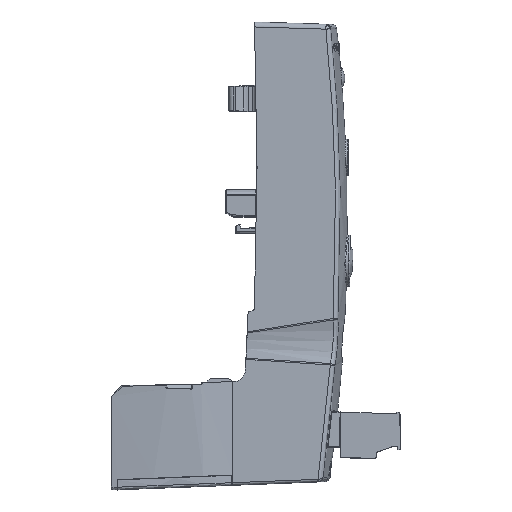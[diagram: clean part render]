
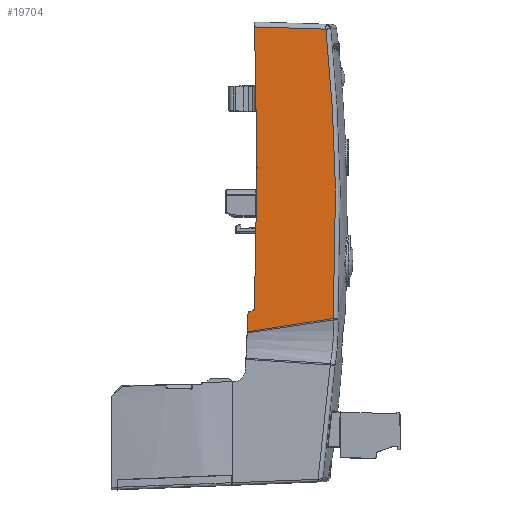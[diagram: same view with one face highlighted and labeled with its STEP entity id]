
A CAD part, top view. The second image highlights one B-rep face of the part: STEP entity #19704.
In plain terms, the highlighted planar face has unit normal (0.018, 0, 1).
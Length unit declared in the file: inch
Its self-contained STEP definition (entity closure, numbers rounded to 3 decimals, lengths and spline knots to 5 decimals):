
#214 = VERTEX_POINT ( 'NONE', #59155 ) ;
#1163 = EDGE_CURVE ( 'NONE', #214, #38255, #37992, .T. ) ;
#1385 = CARTESIAN_POINT ( 'NONE',  ( 0.08745, -1.18027, 0.42256 ) ) ;
#2700 = ORIENTED_EDGE ( 'NONE', *, *, #35377, .T. ) ;
#4244 = PLANE ( 'NONE',  #44210 ) ;
#6385 = EDGE_LOOP ( 'NONE', ( #92128, #73664, #69481, #2700, #93523, #45265, #36177, #118449 ) ) ;
#8985 = CARTESIAN_POINT ( 'NONE',  ( 0.51711, -1.28572, 0.41504 ) ) ;
#10104 = EDGE_CURVE ( 'NONE', #16855, #214, #11460, .T. ) ;
#11460 = LINE ( 'NONE', #33282, #73484 ) ;
#12389 = B_SPLINE_CURVE_WITH_KNOTS ( 'NONE', 3,
 ( #45735, #70701, #94020, #24254, #105670, #36026, #117462, #47751, #129141, #59461, #140863, #71198, #1385 ),
 .UNSPECIFIED., .F., .F.,
 ( 4, 2, 2, 1, 2, 2, 4 ),
 ( 0., 0.25, 0.5, 0.625, 0.6875, 0.75, 1. ),
 .UNSPECIFIED. ) ;
#15324 = EDGE_CURVE ( 'NONE', #116227, #105911, #30648, .T. ) ;
#15775 = FACE_OUTER_BOUND ( 'NONE', #6385, .T. ) ;
#16855 = VERTEX_POINT ( 'NONE', #150872 ) ;
#18378 = EDGE_CURVE ( 'NONE', #116227, #131330, #61362, .T. ) ;
#18661 = CARTESIAN_POINT ( 'NONE',  ( 0.04831, -1.35028, 0.42321 ) ) ;
#19704 = ADVANCED_FACE ( 'NONE', ( #15775 ), #4244, .T. ) ;
#20160 = CARTESIAN_POINT ( 'NONE',  ( 0.04831, -1.35028, 0.42321 ) ) ;
#20673 = CARTESIAN_POINT ( 'NONE',  ( 0.74382, -1.24194, 0.41109 ) ) ;
#20934 = CARTESIAN_POINT ( 'NONE',  ( 0.68479, 1.09825, 0.41266 ) ) ;
#23393 = VECTOR ( 'NONE', #42595, 39.37008 ) ;
#24254 = CARTESIAN_POINT ( 'NONE',  ( 0.10359, -1.1687, 0.42228 ) ) ;
#27142 = CARTESIAN_POINT ( 'NONE',  ( 0.12755, 0.35768, 0.42221 ) ) ;
#30648 = B_SPLINE_CURVE_WITH_KNOTS ( 'NONE', 3,
 ( #30759, #100478, #112166, #42485, #123869, #54267 ),
 .UNSPECIFIED., .F., .F.,
 ( 4, 2, 4 ),
 ( 0., 0.5, 1. ),
 .UNSPECIFIED. ) ;
#30759 = CARTESIAN_POINT ( 'NONE',  ( 0.05443, -1.20011, 0.42313 ) ) ;
#30985 = CARTESIAN_POINT ( 'NONE',  ( 0.74382, -1.24194, 0.41109 ) ) ;
#31907 = CARTESIAN_POINT ( 'NONE',  ( 0.30242, -1.31808, 0.41878 ) ) ;
#33282 = CARTESIAN_POINT ( 'NONE',  ( 0.68479, 1.09825, 0.41266 ) ) ;
#34700 = CARTESIAN_POINT ( 'NONE',  ( 0.08745, -1.18027, 0.42256 ) ) ;
#35377 = EDGE_CURVE ( 'NONE', #135507, #105911, #147261, .T. ) ;
#36026 = CARTESIAN_POINT ( 'NONE',  ( 0.09966, -1.17387, 0.42235 ) ) ;
#36177 = ORIENTED_EDGE ( 'NONE', *, *, #63565, .T. ) ;
#37992 = B_SPLINE_CURVE_WITH_KNOTS ( 'NONE', 3,
 ( #143236, #61808, #27142, #108547, #38872, #120299 ),
 .UNSPECIFIED., .F., .F.,
 ( 4, 2, 4 ),
 ( 0., 0.0289, 0.05779 ),
 .UNSPECIFIED. ) ;
#38255 = VERTEX_POINT ( 'NONE', #115057 ) ;
#38872 = CARTESIAN_POINT ( 'NONE',  ( 0.12003, -0.77996, 0.42209 ) ) ;
#42485 = CARTESIAN_POINT ( 'NONE',  ( 0.06038, -1.18703, 0.42303 ) ) ;
#42595 = DIRECTION ( 'NONE',  ( -0.985, -0.174, 0.017 ) ) ;
#43668 = CARTESIAN_POINT ( 'NONE',  ( 0.37403, -1.30761, 0.41753 ) ) ;
#44210 = AXIS2_PLACEMENT_3D ( 'NONE', #62835, #144237, #74550 ) ;
#45265 = ORIENTED_EDGE ( 'NONE', *, *, #18378, .T. ) ;
#45735 = CARTESIAN_POINT ( 'NONE',  ( 0.10603, -1.15894, 0.42224 ) ) ;
#47751 = CARTESIAN_POINT ( 'NONE',  ( 0.09668, -1.17639, 0.4224 ) ) ;
#48169 = VERTEX_POINT ( 'NONE', #30985 ) ;
#51525 = CARTESIAN_POINT ( 'NONE',  ( 0.05443, -1.20011, 0.42313 ) ) ;
#54267 = CARTESIAN_POINT ( 'NONE',  ( 0.06888, -1.18354, 0.42289 ) ) ;
#55401 = CARTESIAN_POINT ( 'NONE',  ( 0.39152, -1.30496, 0.41723 ) ) ;
#59155 = CARTESIAN_POINT ( 'NONE',  ( 0.10759, 1.11589, 0.42274 ) ) ;
#59461 = CARTESIAN_POINT ( 'NONE',  ( 0.09496, -1.17751, 0.42243 ) ) ;
#59870 = EDGE_CURVE ( 'NONE', #38255, #135507, #12389, .T. ) ;
#61362 = B_SPLINE_CURVE_WITH_KNOTS ( 'NONE', 3,
 ( #64612, #76784, #88495, #18661 ),
 .UNSPECIFIED., .F., .F.,
 ( 4, 4 ),
 ( 0., 1. ),
 .UNSPECIFIED. ) ;
#61808 = CARTESIAN_POINT ( 'NONE',  ( 0.12106, 0.73689, 0.42241 ) ) ;
#62835 = CARTESIAN_POINT ( 'NONE',  ( -0.36406, -2.60218, 0.43012 ) ) ;
#63565 = EDGE_CURVE ( 'NONE', #131330, #48169, #111119, .T. ) ;
#64612 = CARTESIAN_POINT ( 'NONE',  ( 0.05443, -1.20011, 0.42313 ) ) ;
#67097 = CARTESIAN_POINT ( 'NONE',  ( 0.39566, -1.30433, 0.41715 ) ) ;
#69481 = ORIENTED_EDGE ( 'NONE', *, *, #59870, .T. ) ;
#70701 = CARTESIAN_POINT ( 'NONE',  ( 0.10593, -1.16157, 0.42224 ) ) ;
#71198 = CARTESIAN_POINT ( 'NONE',  ( 0.08994, -1.17983, 0.42252 ) ) ;
#73484 = VECTOR ( 'NONE', #114726, 39.37008 ) ;
#73664 = ORIENTED_EDGE ( 'NONE', *, *, #1163, .T. ) ;
#74550 = DIRECTION ( 'NONE',  ( 1., 0., -0.017 ) ) ;
#76784 = CARTESIAN_POINT ( 'NONE',  ( 0.05251, -1.25027, 0.42316 ) ) ;
#78743 = CARTESIAN_POINT ( 'NONE',  ( 0.39685, -1.30415, 0.41713 ) ) ;
#88495 = CARTESIAN_POINT ( 'NONE',  ( 0.05047, -1.30033, 0.42318 ) ) ;
#89926 = CARTESIAN_POINT ( 'NONE',  ( 0.11173, -1.34299, 0.4221 ) ) ;
#90438 = CARTESIAN_POINT ( 'NONE',  ( 0.63261, -1.26501, 0.41303 ) ) ;
#90685 = CARTESIAN_POINT ( 'NONE',  ( 0.76435, 0.31651, 0.41109 ) ) ;
#92128 = ORIENTED_EDGE ( 'NONE', *, *, #10104, .T. ) ;
#93523 = ORIENTED_EDGE ( 'NONE', *, *, #15324, .F. ) ;
#94020 = CARTESIAN_POINT ( 'NONE',  ( 0.10543, -1.16405, 0.42225 ) ) ;
#94789 = EDGE_CURVE ( 'NONE', #48169, #16855, #147416, .T. ) ;
#100478 = CARTESIAN_POINT ( 'NONE',  ( 0.05455, -1.19693, 0.42313 ) ) ;
#101624 = CARTESIAN_POINT ( 'NONE',  ( 0.20293, -1.33174, 0.42051 ) ) ;
#105670 = CARTESIAN_POINT ( 'NONE',  ( 0.10221, -1.17093, 0.42231 ) ) ;
#105911 = VERTEX_POINT ( 'NONE', #113050 ) ;
#106752 = CARTESIAN_POINT ( 'NONE',  ( 0.04831, -1.35028, 0.42321 ) ) ;
#108547 = CARTESIAN_POINT ( 'NONE',  ( 0.12703, -0.40075, 0.42205 ) ) ;
#111119 = B_SPLINE_CURVE_WITH_KNOTS ( 'NONE', 3,
 ( #20160, #89926, #101624, #31907, #113339, #43668, #125022, #55401, #136784, #67097, #148468, #78743, #8985, #90438, #20673 ),
 .UNSPECIFIED., .F., .F.,
 ( 4, 1, 1, 1, 1, 1, 1, 1, 2, 2, 4 ),
 ( 0., 0.25, 0.375, 0.4375, 0.46875, 0.48437, 0.49219, 0.49609, 0.49805, 0.5, 1. ),
 .UNSPECIFIED. ) ;
#112166 = CARTESIAN_POINT ( 'NONE',  ( 0.05559, -1.19334, 0.42311 ) ) ;
#113050 = CARTESIAN_POINT ( 'NONE',  ( 0.06888, -1.18354, 0.42289 ) ) ;
#113339 = CARTESIAN_POINT ( 'NONE',  ( 0.35045, -1.31112, 0.41794 ) ) ;
#113593 = CARTESIAN_POINT ( 'NONE',  ( 0.78403, -0.46355, 0.41057 ) ) ;
#114726 = DIRECTION ( 'NONE',  ( -0.999, 0.031, 0.017 ) ) ;
#115057 = CARTESIAN_POINT ( 'NONE',  ( 0.10603, -1.15894, 0.42224 ) ) ;
#116227 = VERTEX_POINT ( 'NONE', #51525 ) ;
#117462 = CARTESIAN_POINT ( 'NONE',  ( 0.09827, -1.17522, 0.42237 ) ) ;
#118449 = ORIENTED_EDGE ( 'NONE', *, *, #94789, .T. ) ;
#120299 = CARTESIAN_POINT ( 'NONE',  ( 0.10603, -1.15894, 0.42224 ) ) ;
#123869 = CARTESIAN_POINT ( 'NONE',  ( 0.06421, -1.18437, 0.42297 ) ) ;
#125022 = CARTESIAN_POINT ( 'NONE',  ( 0.38571, -1.30585, 0.41733 ) ) ;
#129141 = CARTESIAN_POINT ( 'NONE',  ( 0.09558, -1.17713, 0.42242 ) ) ;
#131330 = VERTEX_POINT ( 'NONE', #106752 ) ;
#135507 = VERTEX_POINT ( 'NONE', #34700 ) ;
#136784 = CARTESIAN_POINT ( 'NONE',  ( 0.39442, -1.30452, 0.41718 ) ) ;
#137648 = CARTESIAN_POINT ( 'NONE',  ( 0.08745, -1.18027, 0.42256 ) ) ;
#140863 = CARTESIAN_POINT ( 'NONE',  ( 0.09226, -1.17901, 0.42248 ) ) ;
#143236 = CARTESIAN_POINT ( 'NONE',  ( 0.10759, 1.11589, 0.42274 ) ) ;
#144237 = DIRECTION ( 'NONE',  ( 0.017, 0., 1. ) ) ;
#147261 = LINE ( 'NONE', #137648, #23393 ) ;
#147416 = B_SPLINE_CURVE_WITH_KNOTS ( 'NONE', 3,
 ( #148200, #113593, #90685, #20934 ),
 .UNSPECIFIED., .F., .F.,
 ( 4, 4 ),
 ( 0., 1. ),
 .UNSPECIFIED. ) ;
#148200 = CARTESIAN_POINT ( 'NONE',  ( 0.74382, -1.24194, 0.41109 ) ) ;
#148468 = CARTESIAN_POINT ( 'NONE',  ( 0.39649, -1.3042, 0.41714 ) ) ;
#150872 = CARTESIAN_POINT ( 'NONE',  ( 0.68479, 1.09825, 0.41266 ) ) ;
